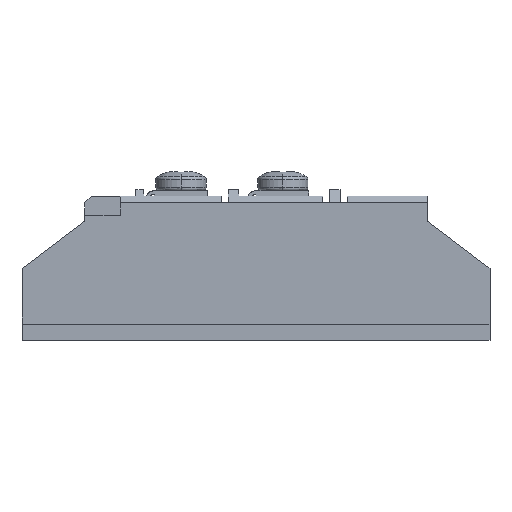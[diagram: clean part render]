
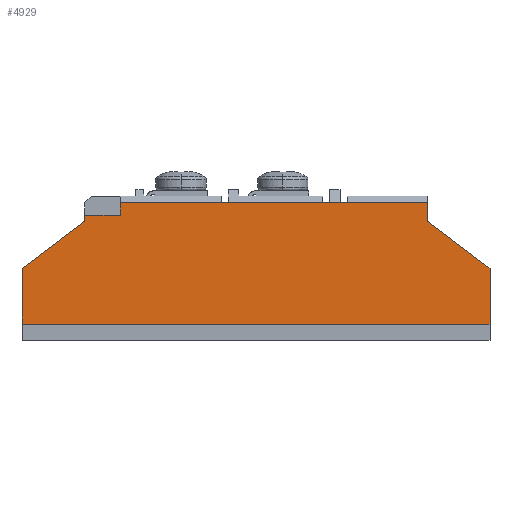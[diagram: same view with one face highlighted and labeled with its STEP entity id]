
A CAD part, top view. The second image highlights one B-rep face of the part: STEP entity #4929.
In plain terms, the highlighted planar face has unit normal (0, 0, -1).
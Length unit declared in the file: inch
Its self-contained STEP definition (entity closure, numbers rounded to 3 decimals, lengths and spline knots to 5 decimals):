
#4709 = EDGE_CURVE ( 'NONE', #26238, #26076, #8762, .T. ) ;
#4710 = EDGE_CURVE ( 'NONE', #26208, #26238, #8763, .T. ) ;
#4711 = EDGE_CURVE ( 'NONE', #26202, #26208, #8764, .T. ) ;
#4712 = EDGE_CURVE ( 'NONE', #26190, #26202, #6344, .T. ) ;
#4713 = EDGE_CURVE ( 'NONE', #26155, #26190, #8765, .T. ) ;
#4714 = EDGE_CURVE ( 'NONE', #26138, #26155, #8766, .T. ) ;
#4715 = EDGE_CURVE ( 'NONE', #26128, #26138, #8767, .T. ) ;
#4716 = EDGE_CURVE ( 'NONE', #26110, #26128, #6341, .T. ) ;
#4717 = EDGE_CURVE ( 'NONE', #26076, #26093, #8768, .T. ) ;
#4718 = EDGE_CURVE ( 'NONE', #26093, #26110, #8769, .T. ) ;
#4929 = ADVANCED_FACE ( 'NONE', ( #16920 ), #21602, .T. ) ;
#6341 = B_SPLINE_CURVE_WITH_KNOTS ( 'NONE', 3,
 ( #23789, #23787, #23781, #23779 ),
 .UNSPECIFIED., .F., .F.,
 ( 4, 4 ),
 ( 0., 1. ),
 .UNSPECIFIED. ) ;
#6344 = B_SPLINE_CURVE_WITH_KNOTS ( 'NONE', 3,
 ( #23865, #23855, #23853, #23843 ),
 .UNSPECIFIED., .F., .F.,
 ( 4, 4 ),
 ( 0., 1. ),
 .UNSPECIFIED. ) ;
#8762 = LINE ( 'NONE', #23927, #11249 ) ;
#8763 = LINE ( 'NONE', #23909, #11242 ) ;
#8764 = LINE ( 'NONE', #23886, #11239 ) ;
#8765 = LINE ( 'NONE', #23833, #11222 ) ;
#8766 = LINE ( 'NONE', #23810, #11213 ) ;
#8767 = LINE ( 'NONE', #23799, #11207 ) ;
#8768 = LINE ( 'NONE', #23770, #11205 ) ;
#8769 = LINE ( 'NONE', #23761, #11184 ) ;
#11184 = VECTOR ( 'NONE', #23759, 39.37008 ) ;
#11205 = VECTOR ( 'NONE', #23769, 39.37008 ) ;
#11207 = VECTOR ( 'NONE', #23798, 39.37008 ) ;
#11213 = VECTOR ( 'NONE', #23808, 39.37008 ) ;
#11222 = VECTOR ( 'NONE', #23824, 39.37008 ) ;
#11239 = VECTOR ( 'NONE', #23877, 39.37008 ) ;
#11242 = VECTOR ( 'NONE', #23900, 39.37008 ) ;
#11249 = VECTOR ( 'NONE', #23925, 39.37008 ) ;
#12434 = EDGE_LOOP ( 'NONE', ( #15754, #15752, #15753, #15751, #15750, #15749, #15748, #15747, #15746, #15745 ) ) ;
#15745 = ORIENTED_EDGE ( 'NONE', *, *, #4709, .T. ) ;
#15746 = ORIENTED_EDGE ( 'NONE', *, *, #4710, .T. ) ;
#15747 = ORIENTED_EDGE ( 'NONE', *, *, #4711, .T. ) ;
#15748 = ORIENTED_EDGE ( 'NONE', *, *, #4712, .T. ) ;
#15749 = ORIENTED_EDGE ( 'NONE', *, *, #4713, .T. ) ;
#15750 = ORIENTED_EDGE ( 'NONE', *, *, #4714, .T. ) ;
#15751 = ORIENTED_EDGE ( 'NONE', *, *, #4715, .T. ) ;
#15752 = ORIENTED_EDGE ( 'NONE', *, *, #4718, .T. ) ;
#15753 = ORIENTED_EDGE ( 'NONE', *, *, #4716, .T. ) ;
#15754 = ORIENTED_EDGE ( 'NONE', *, *, #4717, .T. ) ;
#16920 = FACE_OUTER_BOUND ( 'NONE', #12434, .T. ) ;
#20609 = CARTESIAN_POINT ( 'NONE',  ( -1.07003, 0.96386, 0.26643 ) ) ;
#20627 = CARTESIAN_POINT ( 'NONE',  ( 1.30497, 0.96386, 0.26643 ) ) ;
#20644 = CARTESIAN_POINT ( 'NONE',  ( 1.30497, 0.81934, 0.26643 ) ) ;
#20661 = CARTESIAN_POINT ( 'NONE',  ( 1.78997, 0.45386, 0.26643 ) ) ;
#20671 = CARTESIAN_POINT ( 'NONE',  ( 1.78997, 0.02386, 0.26643 ) ) ;
#20688 = CARTESIAN_POINT ( 'NONE',  ( -1.83003, 0.02386, 0.26643 ) ) ;
#20718 = CARTESIAN_POINT ( 'NONE',  ( -1.83003, 0.45386, 0.26643 ) ) ;
#21599 = DIRECTION ( 'NONE',  ( -1., 0., 0. ) ) ;
#21600 = DIRECTION ( 'NONE',  ( 0., 0., -1. ) ) ;
#21601 = CARTESIAN_POINT ( 'NONE',  ( 1.78997, 0.02386, 0.26643 ) ) ;
#21602 = PLANE ( 'NONE',  #24751 ) ;
#22820 = CARTESIAN_POINT ( 'NONE',  ( -1.34503, 0.81934, 0.26643 ) ) ;
#22826 = CARTESIAN_POINT ( 'NONE',  ( -1.34503, 0.86386, 0.26643 ) ) ;
#22852 = CARTESIAN_POINT ( 'NONE',  ( -1.07003, 0.86386, 0.26643 ) ) ;
#23759 = DIRECTION ( 'NONE',  ( 0., -1., 0. ) ) ;
#23761 = CARTESIAN_POINT ( 'NONE',  ( 1.30497, 0.49386, 0.26643 ) ) ;
#23769 = DIRECTION ( 'NONE',  ( 1., 0., 0. ) ) ;
#23770 = CARTESIAN_POINT ( 'NONE',  ( -0.02003, 0.96386, 0.26643 ) ) ;
#23779 = CARTESIAN_POINT ( 'NONE',  ( 1.78997, 0.45386, 0.26643 ) ) ;
#23781 = CARTESIAN_POINT ( 'NONE',  ( 1.62831, 0.57569, 0.26643 ) ) ;
#23787 = CARTESIAN_POINT ( 'NONE',  ( 1.46664, 0.69751, 0.26643 ) ) ;
#23789 = CARTESIAN_POINT ( 'NONE',  ( 1.30497, 0.81934, 0.26643 ) ) ;
#23798 = DIRECTION ( 'NONE',  ( 0., -1., 0. ) ) ;
#23799 = CARTESIAN_POINT ( 'NONE',  ( 1.78997, 0.49386, 0.26643 ) ) ;
#23808 = DIRECTION ( 'NONE',  ( -1., 0., 0. ) ) ;
#23810 = CARTESIAN_POINT ( 'NONE',  ( -0.02003, 0.02386, 0.26643 ) ) ;
#23824 = DIRECTION ( 'NONE',  ( 0., 1., 0. ) ) ;
#23833 = CARTESIAN_POINT ( 'NONE',  ( -1.83003, 0.49386, 0.26643 ) ) ;
#23843 = CARTESIAN_POINT ( 'NONE',  ( -1.34503, 0.81934, 0.26643 ) ) ;
#23853 = CARTESIAN_POINT ( 'NONE',  ( -1.50669, 0.69751, 0.26643 ) ) ;
#23855 = CARTESIAN_POINT ( 'NONE',  ( -1.66836, 0.57569, 0.26643 ) ) ;
#23865 = CARTESIAN_POINT ( 'NONE',  ( -1.83003, 0.45386, 0.26643 ) ) ;
#23877 = DIRECTION ( 'NONE',  ( 0., 1., 0. ) ) ;
#23886 = CARTESIAN_POINT ( 'NONE',  ( -1.34503, 0.49386, 0.26643 ) ) ;
#23900 = DIRECTION ( 'NONE',  ( 1., 0., 0. ) ) ;
#23909 = CARTESIAN_POINT ( 'NONE',  ( -0.02003, 0.86386, 0.26643 ) ) ;
#23925 = DIRECTION ( 'NONE',  ( 0., 1., 0. ) ) ;
#23927 = CARTESIAN_POINT ( 'NONE',  ( -1.07003, 0.49386, 0.26643 ) ) ;
#24751 = AXIS2_PLACEMENT_3D ( 'NONE', #21601, #21600, #21599 ) ;
#26076 = VERTEX_POINT ( 'NONE', #20609 ) ;
#26093 = VERTEX_POINT ( 'NONE', #20627 ) ;
#26110 = VERTEX_POINT ( 'NONE', #20644 ) ;
#26128 = VERTEX_POINT ( 'NONE', #20661 ) ;
#26138 = VERTEX_POINT ( 'NONE', #20671 ) ;
#26155 = VERTEX_POINT ( 'NONE', #20688 ) ;
#26190 = VERTEX_POINT ( 'NONE', #20718 ) ;
#26202 = VERTEX_POINT ( 'NONE', #22820 ) ;
#26208 = VERTEX_POINT ( 'NONE', #22826 ) ;
#26238 = VERTEX_POINT ( 'NONE', #22852 ) ;
